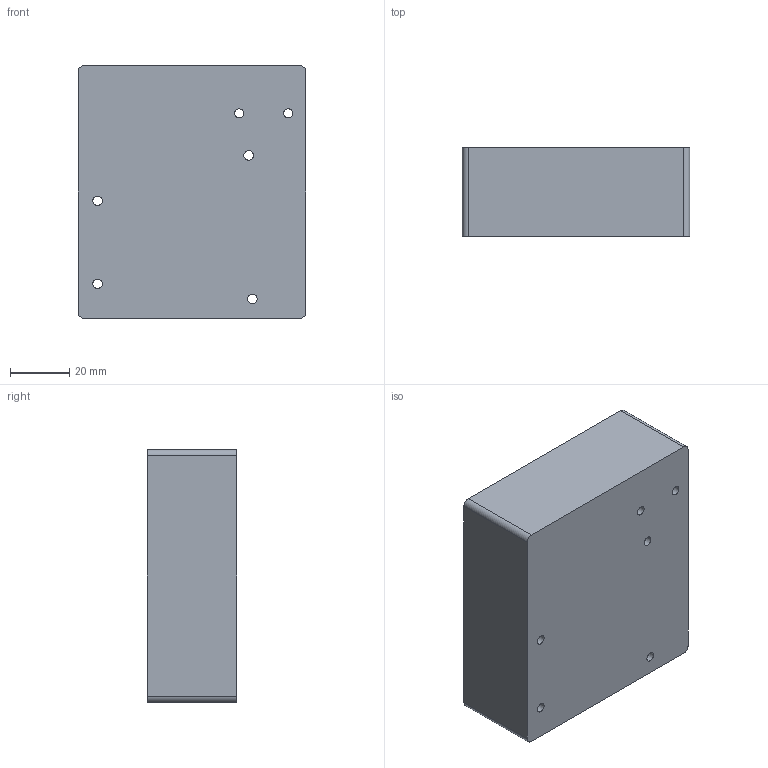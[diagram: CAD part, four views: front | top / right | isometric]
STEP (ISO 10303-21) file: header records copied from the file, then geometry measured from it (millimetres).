
FILE_DESCRIPTION(('STEP AP203'), '1');
FILE_NAME('扻豵鵨', '', ('UNSPECIFIED'), ('UNSPECIFIED'), 'C3D Converter', 'C3D Toolkit', '');
FILE_SCHEMA(('CONFIG_CONTROL_DESIGN'));
Length unit declared in the file: millimetre
Assembly tree (1 placements, depth 2):
  (unnamed)
    (unnamed)
Bounding box: 76.58 x 30 x 85 mm (x, y, z)
Volume: 26746.5 mm3; surface area: 27616.1 mm2
Topology: 1 solids, 1 shells, 44 faces, 102 edges, 66 vertices
Faces by surface type: cylinder 24, plane 20
Full cylindrical faces by diameter (mm): 3.1 x2, 3.175 x4, 6 x6
Entity records: 1803 total; most frequent: CARTESIAN_POINT 336, DIRECTION 224, ORIENTED_EDGE 180, AXIS2_PLACEMENT_3D 90, EDGE_CURVE 90, EDGE_LOOP 74, VERTEX_POINT 66, FACE_BOUND 50
